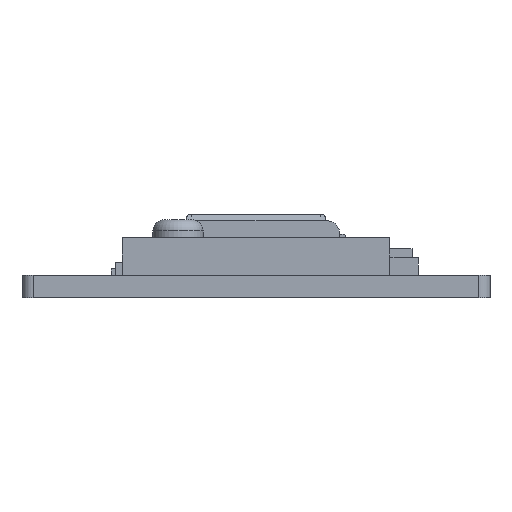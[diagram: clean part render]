
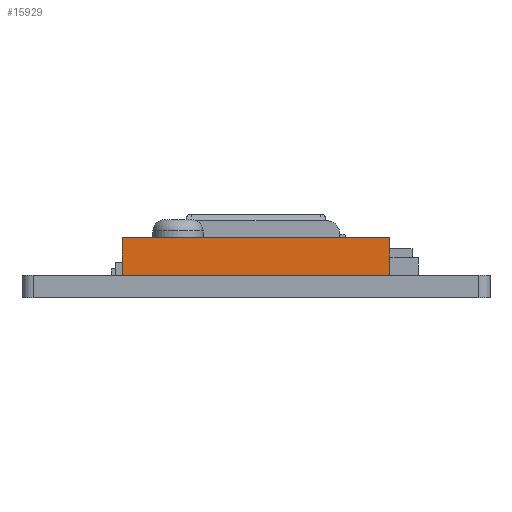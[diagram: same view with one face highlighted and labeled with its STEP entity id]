
A CAD part, front view. The second image highlights one B-rep face of the part: STEP entity #15929.
In plain terms, the highlighted planar face has unit normal (0, -1, 0).
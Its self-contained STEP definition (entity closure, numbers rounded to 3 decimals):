
#15853 = EDGE_CURVE('',#15854,#15856,#15858,.T.);
#15854 = VERTEX_POINT('',#15855);
#15855 = CARTESIAN_POINT('',(-6.,-5.,0.));
#15856 = VERTEX_POINT('',#15857);
#15857 = CARTESIAN_POINT('',(-6.,-5.,1.7));
#15858 = LINE('',#15859,#15860);
#15859 = CARTESIAN_POINT('',(-6.,-5.,0.));
#15860 = VECTOR('',#15861,1.);
#15861 = DIRECTION('',(0.,0.,1.));
#15893 = EDGE_CURVE('',#15894,#15896,#15898,.T.);
#15894 = VERTEX_POINT('',#15895);
#15895 = CARTESIAN_POINT('',(6.,-5.,0.));
#15896 = VERTEX_POINT('',#15897);
#15897 = CARTESIAN_POINT('',(6.,-5.,1.7));
#15898 = LINE('',#15899,#15900);
#15899 = CARTESIAN_POINT('',(6.,-5.,0.));
#15900 = VECTOR('',#15901,1.);
#15901 = DIRECTION('',(0.,0.,1.));
#15929 = ADVANCED_FACE('',(#15930),#15946,.F.);
#15930 = FACE_BOUND('',#15931,.F.);
#15931 = EDGE_LOOP('',(#15932,#15938,#15939,#15945));
#15932 = ORIENTED_EDGE('',*,*,#15933,.F.);
#15933 = EDGE_CURVE('',#15854,#15894,#15934,.T.);
#15934 = LINE('',#15935,#15936);
#15935 = CARTESIAN_POINT('',(-6.,-5.,0.));
#15936 = VECTOR('',#15937,1.);
#15937 = DIRECTION('',(1.,0.,0.));
#15938 = ORIENTED_EDGE('',*,*,#15853,.T.);
#15939 = ORIENTED_EDGE('',*,*,#15940,.T.);
#15940 = EDGE_CURVE('',#15856,#15896,#15941,.T.);
#15941 = LINE('',#15942,#15943);
#15942 = CARTESIAN_POINT('',(-6.,-5.,1.7));
#15943 = VECTOR('',#15944,1.);
#15944 = DIRECTION('',(1.,0.,0.));
#15945 = ORIENTED_EDGE('',*,*,#15893,.F.);
#15946 = PLANE('',#15947);
#15947 = AXIS2_PLACEMENT_3D('',#15948,#15949,#15950);
#15948 = CARTESIAN_POINT('',(-6.,-5.,0.));
#15949 = DIRECTION('',(0.,1.,0.));
#15950 = DIRECTION('',(0.,0.,1.));
